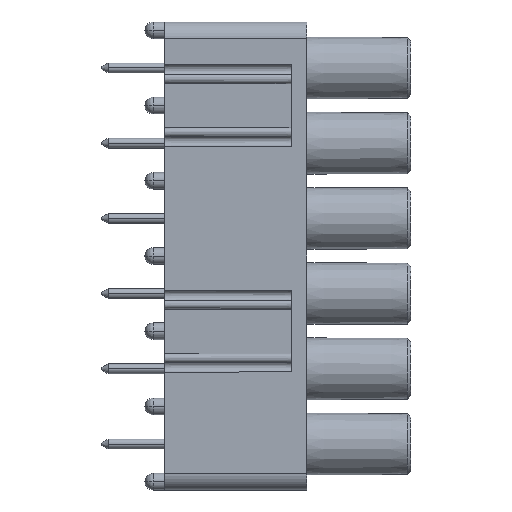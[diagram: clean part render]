
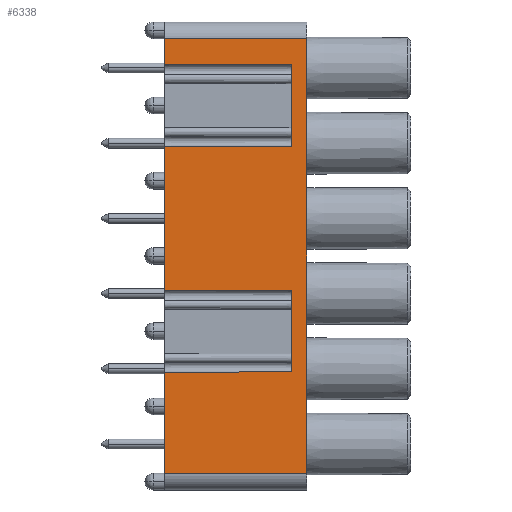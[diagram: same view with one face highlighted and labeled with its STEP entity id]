
A CAD part, left-side view. The second image highlights one B-rep face of the part: STEP entity #6338.
In plain terms, the highlighted planar face has unit normal (-1, 0, 0).
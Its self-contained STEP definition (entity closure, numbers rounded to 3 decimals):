
#183=DIRECTION('',(0.,0.,1.));
#184=VECTOR('',#183,1.544);
#185=CARTESIAN_POINT('',(-2.25,0.,11.456));
#186=LINE('',#185,#184);
#229=DIRECTION('',(0.,0.,1.));
#230=VECTOR('',#229,8.588);
#231=CARTESIAN_POINT('',(-2.25,0.,-2.044));
#232=LINE('',#231,#230);
#275=DIRECTION('',(0.,0.,1.));
#276=VECTOR('',#275,6.044);
#277=CARTESIAN_POINT('',(-2.25,0.,-13.));
#278=LINE('',#277,#276);
#443=DIRECTION('',(0.,0.,1.));
#444=VECTOR('',#443,0.82);
#445=CARTESIAN_POINT('',(-2.25,-7.6,-6.929));
#446=LINE('',#445,#444);
#447=DIRECTION('',(0.,0.,1.));
#448=VECTOR('',#447,3.219);
#449=CARTESIAN_POINT('',(-2.25,-7.6,-6.11));
#450=LINE('',#449,#448);
#451=DIRECTION('',(0.,0.,1.));
#452=VECTOR('',#451,0.82);
#453=CARTESIAN_POINT('',(-2.25,-7.6,-2.89));
#454=LINE('',#453,#452);
#455=DIRECTION('',(0.,-1.,-0.003));
#456=VECTOR('',#455,7.6);
#457=CARTESIAN_POINT('',(-2.25,0.,-2.044));
#458=LINE('',#457,#456);
#459=DIRECTION('',(0.,1.,-0.003));
#460=VECTOR('',#459,7.6);
#461=CARTESIAN_POINT('',(-2.25,-7.6,6.571));
#462=LINE('',#461,#460);
#463=DIRECTION('',(0.,0.,1.));
#464=VECTOR('',#463,0.82);
#465=CARTESIAN_POINT('',(-2.25,-7.6,6.571));
#466=LINE('',#465,#464);
#467=DIRECTION('',(0.,0.,1.));
#468=VECTOR('',#467,3.219);
#469=CARTESIAN_POINT('',(-2.25,-7.6,7.39));
#470=LINE('',#469,#468);
#471=DIRECTION('',(0.,0.,1.));
#472=VECTOR('',#471,0.82);
#473=CARTESIAN_POINT('',(-2.25,-7.6,10.61));
#474=LINE('',#473,#472);
#475=DIRECTION('',(0.,-1.,-0.003));
#476=VECTOR('',#475,7.6);
#477=CARTESIAN_POINT('',(-2.25,0.,11.456));
#478=LINE('',#477,#476);
#479=DIRECTION('',(0.,-1.,0.));
#480=VECTOR('',#479,8.5);
#481=CARTESIAN_POINT('',(-2.25,0.,-13.));
#482=LINE('',#481,#480);
#483=DIRECTION('',(0.,1.,-0.003));
#484=VECTOR('',#483,7.6);
#485=CARTESIAN_POINT('',(-2.25,-7.6,-6.929));
#486=LINE('',#485,#484);
#655=DIRECTION('',(0.,-1.,0.));
#656=VECTOR('',#655,8.5);
#657=CARTESIAN_POINT('',(-2.25,0.,13.));
#658=LINE('',#657,#656);
#1253=DIRECTION('',(0.,0.,1.));
#1254=VECTOR('',#1253,26.);
#1255=CARTESIAN_POINT('',(-2.25,-8.5,-13.));
#1256=LINE('',#1255,#1254);
#4812=CARTESIAN_POINT('',(-2.25,0.,-13.));
#4814=VERTEX_POINT('',#4812);
#4815=CARTESIAN_POINT('',(-2.25,0.,13.));
#4817=VERTEX_POINT('',#4815);
#4830=CARTESIAN_POINT('',(-2.25,-8.5,-13.));
#4832=VERTEX_POINT('',#4830);
#4833=CARTESIAN_POINT('',(-2.25,-8.5,13.));
#4834=VERTEX_POINT('',#4833);
#5191=CARTESIAN_POINT('',(-2.25,-7.6,6.571));
#5192=CARTESIAN_POINT('',(-2.25,-7.6,7.39));
#5193=VERTEX_POINT('',#5191);
#5194=VERTEX_POINT('',#5192);
#5195=CARTESIAN_POINT('',(-2.25,-7.6,10.61));
#5196=VERTEX_POINT('',#5195);
#5197=CARTESIAN_POINT('',(-2.25,-7.6,11.429));
#5198=VERTEX_POINT('',#5197);
#5199=CARTESIAN_POINT('',(-2.25,0.,-2.044));
#5200=CARTESIAN_POINT('',(-2.25,0.,6.544));
#5201=VERTEX_POINT('',#5199);
#5202=VERTEX_POINT('',#5200);
#5203=CARTESIAN_POINT('',(-2.25,0.,11.456));
#5204=VERTEX_POINT('',#5203);
#5205=CARTESIAN_POINT('',(-2.25,-7.6,-6.929));
#5206=CARTESIAN_POINT('',(-2.25,-7.6,-6.11));
#5207=VERTEX_POINT('',#5205);
#5208=VERTEX_POINT('',#5206);
#5209=CARTESIAN_POINT('',(-2.25,-7.6,-2.89));
#5210=VERTEX_POINT('',#5209);
#5211=CARTESIAN_POINT('',(-2.25,-7.6,-2.071));
#5212=VERTEX_POINT('',#5211);
#5213=CARTESIAN_POINT('',(-2.25,0.,-6.956));
#5214=VERTEX_POINT('',#5213);
#6303=CARTESIAN_POINT('',(-2.25,0.,-13.));
#6304=DIRECTION('',(-1.,0.,0.));
#6305=DIRECTION('',(0.,0.,1.));
#6306=AXIS2_PLACEMENT_3D('',#6303,#6304,#6305);
#6307=PLANE('',#6306);
#6309=ORIENTED_EDGE('',*,*,#6308,.T.);
#6311=ORIENTED_EDGE('',*,*,#6310,.T.);
#6313=ORIENTED_EDGE('',*,*,#6312,.T.);
#6315=ORIENTED_EDGE('',*,*,#6314,.F.);
#6316=ORIENTED_EDGE('',*,*,#6123,.T.);
#6318=ORIENTED_EDGE('',*,*,#6317,.F.);
#6320=ORIENTED_EDGE('',*,*,#6319,.T.);
#6322=ORIENTED_EDGE('',*,*,#6321,.T.);
#6324=ORIENTED_EDGE('',*,*,#6323,.T.);
#6326=ORIENTED_EDGE('',*,*,#6325,.F.);
#6327=ORIENTED_EDGE('',*,*,#6103,.T.);
#6329=ORIENTED_EDGE('',*,*,#6328,.T.);
#6331=ORIENTED_EDGE('',*,*,#6330,.F.);
#6332=ORIENTED_EDGE('',*,*,#6295,.F.);
#6333=ORIENTED_EDGE('',*,*,#6143,.T.);
#6335=ORIENTED_EDGE('',*,*,#6334,.F.);
#6336=EDGE_LOOP('',(#6309,#6311,#6313,#6315,#6316,#6318,#6320,#6322,#6324,#6326,
#6327,#6329,#6331,#6332,#6333,#6335));
#6337=FACE_OUTER_BOUND('',#6336,.F.);
#6338=ADVANCED_FACE('',(#6337),#6307,.T.);
#6103=EDGE_CURVE('',#5204,#4817,#186,.T.);
#6123=EDGE_CURVE('',#5201,#5202,#232,.T.);
#6143=EDGE_CURVE('',#4814,#5214,#278,.T.);
#6295=EDGE_CURVE('',#4814,#4832,#482,.T.);
#6308=EDGE_CURVE('',#5207,#5208,#446,.T.);
#6310=EDGE_CURVE('',#5208,#5210,#450,.T.);
#6312=EDGE_CURVE('',#5210,#5212,#454,.T.);
#6314=EDGE_CURVE('',#5201,#5212,#458,.T.);
#6317=EDGE_CURVE('',#5193,#5202,#462,.T.);
#6319=EDGE_CURVE('',#5193,#5194,#466,.T.);
#6321=EDGE_CURVE('',#5194,#5196,#470,.T.);
#6323=EDGE_CURVE('',#5196,#5198,#474,.T.);
#6325=EDGE_CURVE('',#5204,#5198,#478,.T.);
#6328=EDGE_CURVE('',#4817,#4834,#658,.T.);
#6330=EDGE_CURVE('',#4832,#4834,#1256,.T.);
#6334=EDGE_CURVE('',#5207,#5214,#486,.T.);
